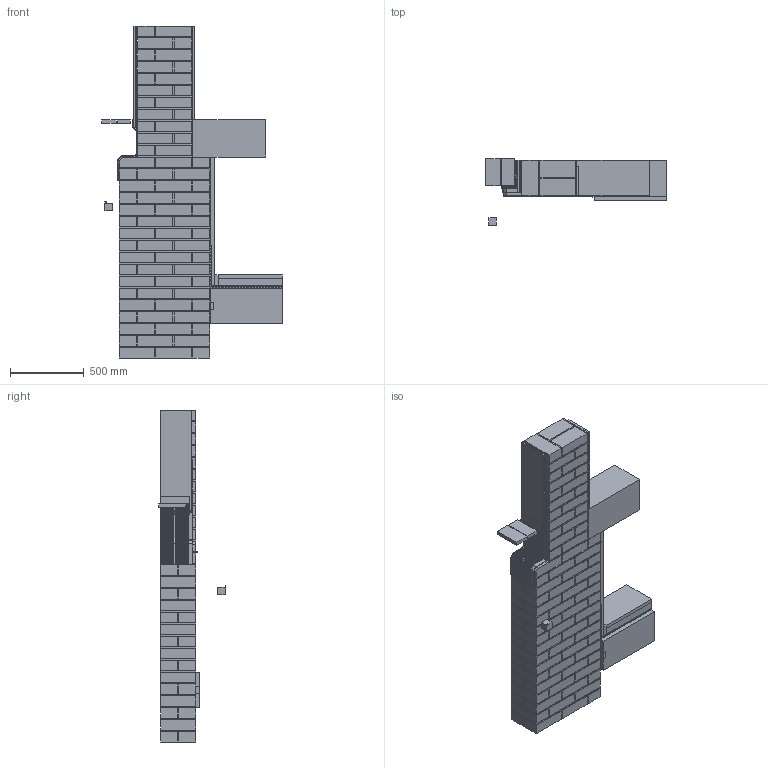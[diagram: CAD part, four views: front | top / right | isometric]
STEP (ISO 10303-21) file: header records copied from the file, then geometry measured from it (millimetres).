
FILE_DESCRIPTION(('STEP AP214'),'1');
FILE_NAME('20.04.20 2020 -Sockel Mauerwerk salzbelastet - Innensanierung - nachträgliche Bodenplatte.STP','2020-04-22T07:49:10',(' '),(' '),'Spatial InterOp 3D',' ',' ');
FILE_SCHEMA(('automotive_design'));
Length unit declared in the file: millimetre
Products named in the file (556): 3D WÜRFEL; Quader; 71
Bounding box: 1230 x 452.26 x 2258 mm (x, y, z)
Volume: 376176693 mm3; surface area: 29656931.9 mm2
Topology: 556 solids, 556 shells, 3369 faces, 6771 edges, 4514 vertices
Faces by surface type: plane 3362, cylinder 7
Entity records: 125365 total; most frequent: CARTESIAN_POINT 15210, DIRECTION 14635, ORIENTED_EDGE 13542, EDGE_CURVE 6771, LINE 6757, VECTOR 6757, VERTEX_POINT 4514, AXIS2_PLACEMENT_3D 3939
